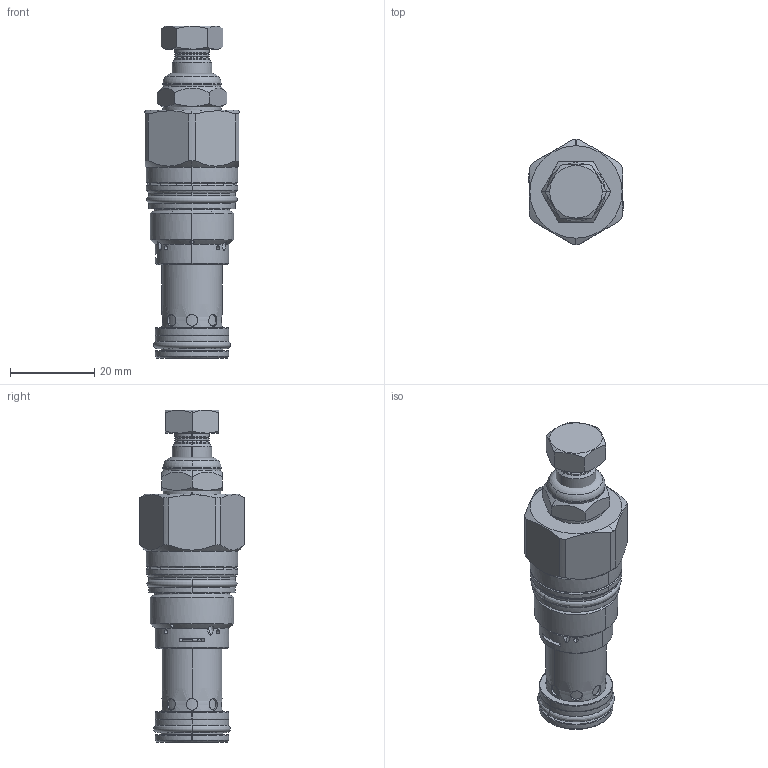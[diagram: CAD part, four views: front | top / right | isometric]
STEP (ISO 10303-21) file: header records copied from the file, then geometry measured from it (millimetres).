
FILE_DESCRIPTION((''),'2;1');
FILE_NAME('RPECFAN_SW_PRT','2019-04-02T',('charlief'),(''),'PRO/ENGINEER BY PARAMETRIC TECHNOLOGY CORPORATION, 2016010','PRO/ENGINEER BY PARAMETRIC TECHNOLOGY CORPORATION, 2016010','');
FILE_SCHEMA(('CONFIG_CONTROL_DESIGN'));
Products named in the file (1): RPECFAN_SW_PRT
Bounding box: 22.29 x 24.84 x 78.59 mm (x, y, z)
Surface area: 8771.3 mm2 (no closed solid volume)
Topology: 0 solids, 0 shells, 287 faces, 1426 edges, 1414 vertices
Faces by surface type: bspline 264, torus 23
Entity records: 49850 total; most frequent: CARTESIAN_POINT 38143, DIRECTION 1709, DEFINITIONAL_REPRESENTATION 1402, PCURVE 1402, COMPOSITE_CURVE_SEGMENT 1402, TRIMMED_CURVE 1363, VECTOR 1063, LINE 1063
